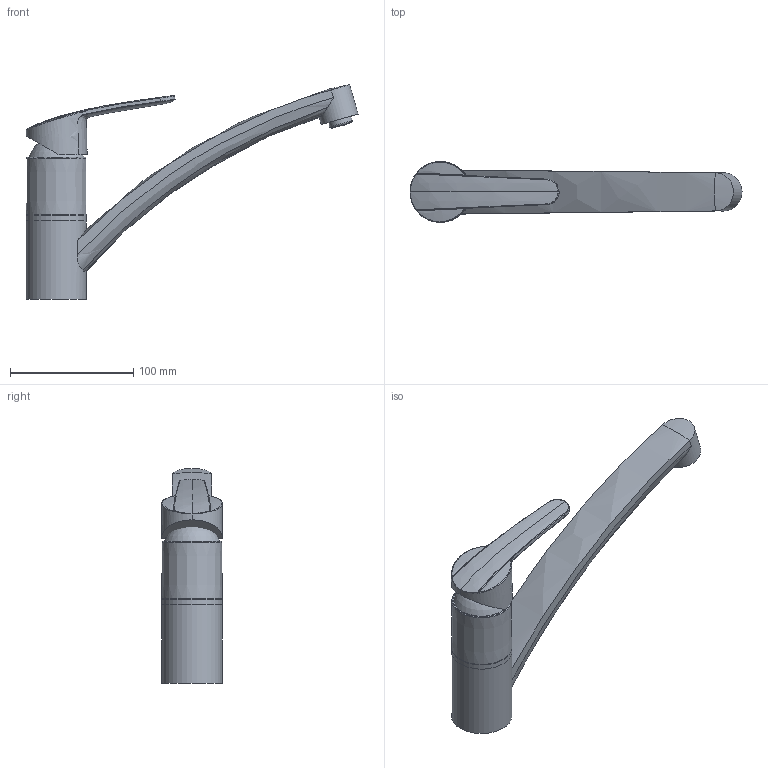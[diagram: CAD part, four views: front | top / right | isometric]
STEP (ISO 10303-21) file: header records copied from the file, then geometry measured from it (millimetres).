
FILE_DESCRIPTION(/* description */ ('Unknown'),/* implementation_level */ '2;1');
FILE_NAME(/* name */ '31739000',/* time_stamp */ '2022-09-09T07:59:35+02:00',/* author */ ('Unknown'),/* organization */ ('GROHE AG'),/* preprocessor_version */ 'ST-DEVELOPER v16.7',/* originating_system */ 'DEX',/* authorisation */ $);
FILE_SCHEMA (('AUTOMOTIVE_DESIGN {1 0 10303 214 3 1 1}'));
Length unit declared in the file: millimetre
Products named in the file (3): 31739000; id11; Grohe A mod.
Assembly tree (2 placements, depth 2):
  31739000
    id11
    Grohe A mod.
Bounding box: 269.1 x 49.21 x 174.21 mm (x, y, z)
Surface area: 59266.2 mm2 (no closed solid volume)
Topology: 0 solids, 81 shells, 279 faces, 2234 edges, 1990 vertices
Faces by surface type: plane 186, bspline 37, cylinder 37, torus 12, sphere 4, cone 3
Full cylindrical faces by diameter (mm): 16.7 x1, 19 x1, 31 x1, 49 x2
Entity records: 25299 total; most frequent: CARTESIAN_POINT 9319, DIRECTION 3058, ORIENTED_EDGE 2519, EDGE_CURVE 2210, VERTEX_POINT 1983, LINE 1098, VECTOR 1098, AXIS2_PLACEMENT_3D 980
